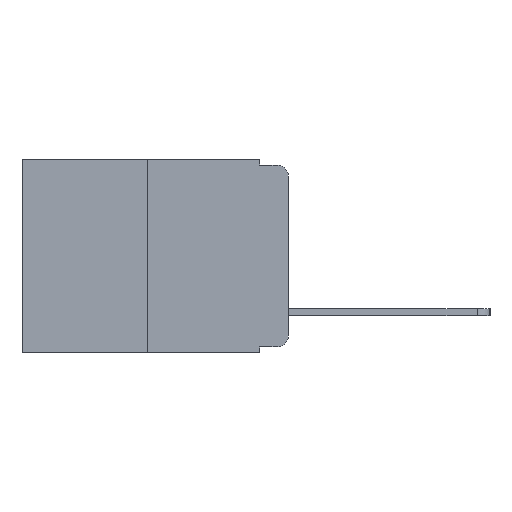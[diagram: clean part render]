
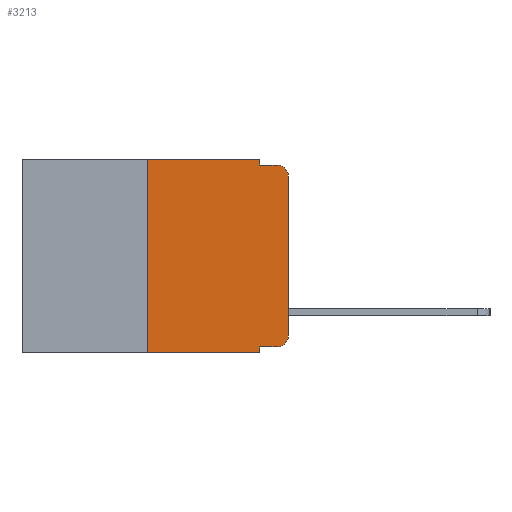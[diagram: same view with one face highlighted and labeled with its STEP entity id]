
A CAD part, left-side view. The second image highlights one B-rep face of the part: STEP entity #3213.
In plain terms, the highlighted planar face has unit normal (-1, 0, 0).
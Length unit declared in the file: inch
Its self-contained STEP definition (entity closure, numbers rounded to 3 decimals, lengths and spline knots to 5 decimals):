
#263 = LINE ( 'NONE', #9858, #4815 ) ;
#372 = VERTEX_POINT ( 'NONE', #8098 ) ;
#1179 = DIRECTION ( 'NONE',  ( 0., -1., 0. ) ) ;
#1337 = DIRECTION ( 'NONE',  ( 0., 0., 1. ) ) ;
#1559 = VERTEX_POINT ( 'NONE', #7803 ) ;
#1854 = LINE ( 'NONE', #10438, #4862 ) ;
#1998 = EDGE_CURVE ( 'NONE', #12257, #1559, #6046, .T. ) ;
#2230 = LINE ( 'NONE', #6129, #7064 ) ;
#2388 = AXIS2_PLACEMENT_3D ( 'NONE', #10693, #4956, #11634 ) ;
#2568 = CARTESIAN_POINT ( 'NONE',  ( 0., 0.051, -0.343 ) ) ;
#2828 = EDGE_CURVE ( 'NONE', #3427, #1559, #6901, .T. ) ;
#2861 = CARTESIAN_POINT ( 'NONE',  ( 0., 0.02, -0.03 ) ) ;
#2884 = ORIENTED_EDGE ( 'NONE', *, *, #1998, .T. ) ;
#3040 = CARTESIAN_POINT ( 'NONE',  ( 0., 0.473, 0. ) ) ;
#3212 = CARTESIAN_POINT ( 'NONE',  ( 0., 0.02, -0.333 ) ) ;
#3213 = ADVANCED_FACE ( 'NONE', ( #7193 ), #7849, .F. ) ;
#3322 = EDGE_CURVE ( 'NONE', #372, #6298, #4776, .T. ) ;
#3427 = VERTEX_POINT ( 'NONE', #10077 ) ;
#3779 = ORIENTED_EDGE ( 'NONE', *, *, #2828, .F. ) ;
#3816 = DIRECTION ( 'NONE',  ( 0., 0., -1. ) ) ;
#3882 = CIRCLE ( 'NONE', #2388, 0.02 ) ;
#3995 = DIRECTION ( 'NONE',  ( 0., 0., -1. ) ) ;
#4175 = CARTESIAN_POINT ( 'NONE',  ( 0., 0.473, 0. ) ) ;
#4250 = ORIENTED_EDGE ( 'NONE', *, *, #3322, .F. ) ;
#4776 = LINE ( 'NONE', #4175, #9891 ) ;
#4815 = VECTOR ( 'NONE', #1179, 39.37008 ) ;
#4854 = VERTEX_POINT ( 'NONE', #12168 ) ;
#4862 = VECTOR ( 'NONE', #12367, 39.37008 ) ;
#4956 = DIRECTION ( 'NONE',  ( -1., 0., 0. ) ) ;
#5075 = VERTEX_POINT ( 'NONE', #7809 ) ;
#5178 = EDGE_CURVE ( 'NONE', #4854, #372, #11897, .T. ) ;
#5326 = ORIENTED_EDGE ( 'NONE', *, *, #7238, .T. ) ;
#5880 = DIRECTION ( 'NONE',  ( 0., 0., -1. ) ) ;
#6046 = CIRCLE ( 'NONE', #6590, 0.02 ) ;
#6129 = CARTESIAN_POINT ( 'NONE',  ( 0., 0., 0. ) ) ;
#6298 = VERTEX_POINT ( 'NONE', #11915 ) ;
#6498 = LINE ( 'NONE', #8074, #10682 ) ;
#6590 = AXIS2_PLACEMENT_3D ( 'NONE', #2861, #9606, #3816 ) ;
#6901 = LINE ( 'NONE', #8250, #11974 ) ;
#7064 = VECTOR ( 'NONE', #1337, 39.37008 ) ;
#7151 = ORIENTED_EDGE ( 'NONE', *, *, #11108, .T. ) ;
#7193 = FACE_OUTER_BOUND ( 'NONE', #9131, .T. ) ;
#7238 = EDGE_CURVE ( 'NONE', #4854, #10756, #1854, .T. ) ;
#7256 = LINE ( 'NONE', #7789, #9194 ) ;
#7789 = CARTESIAN_POINT ( 'NONE',  ( 0., 0.051, 0. ) ) ;
#7803 = CARTESIAN_POINT ( 'NONE',  ( 0., 0.02, -0.01 ) ) ;
#7809 = CARTESIAN_POINT ( 'NONE',  ( 0., 0.051, -0.333 ) ) ;
#7849 = PLANE ( 'NONE',  #10124 ) ;
#7984 = DIRECTION ( 'NONE',  ( 0., 0., 1. ) ) ;
#7994 = EDGE_CURVE ( 'NONE', #5075, #10756, #7256, .T. ) ;
#8022 = DIRECTION ( 'NONE',  ( 0., -1., 0. ) ) ;
#8052 = ORIENTED_EDGE ( 'NONE', *, *, #9191, .T. ) ;
#8074 = CARTESIAN_POINT ( 'NONE',  ( 0., 0.051, 0. ) ) ;
#8098 = CARTESIAN_POINT ( 'NONE',  ( 0., 0.25, 0. ) ) ;
#8250 = CARTESIAN_POINT ( 'NONE',  ( 0., 0.051, -0.01 ) ) ;
#8723 = VERTEX_POINT ( 'NONE', #3212 ) ;
#8746 = EDGE_CURVE ( 'NONE', #6298, #3427, #6498, .T. ) ;
#8869 = CARTESIAN_POINT ( 'NONE',  ( 0., 0.25, 0. ) ) ;
#9131 = EDGE_LOOP ( 'NONE', ( #11894, #2884, #3779, #9829, #4250, #11767, #5326, #11321, #7151, #8052 ) ) ;
#9191 = EDGE_CURVE ( 'NONE', #8723, #10443, #3882, .T. ) ;
#9194 = VECTOR ( 'NONE', #5880, 39.37008 ) ;
#9358 = VECTOR ( 'NONE', #7984, 39.37008 ) ;
#9606 = DIRECTION ( 'NONE',  ( -1., 0., 0. ) ) ;
#9790 = DIRECTION ( 'NONE',  ( 1., 0., 0. ) ) ;
#9829 = ORIENTED_EDGE ( 'NONE', *, *, #8746, .F. ) ;
#9858 = CARTESIAN_POINT ( 'NONE',  ( 0., 0.051, -0.333 ) ) ;
#9891 = VECTOR ( 'NONE', #8022, 39.37008 ) ;
#10077 = CARTESIAN_POINT ( 'NONE',  ( 0., 0.051, -0.01 ) ) ;
#10124 = AXIS2_PLACEMENT_3D ( 'NONE', #3040, #9790, #3995 ) ;
#10438 = CARTESIAN_POINT ( 'NONE',  ( 0., 0.473, -0.343 ) ) ;
#10443 = VERTEX_POINT ( 'NONE', #10747 ) ;
#10682 = VECTOR ( 'NONE', #11896, 39.37008 ) ;
#10693 = CARTESIAN_POINT ( 'NONE',  ( 0., 0.02, -0.313 ) ) ;
#10747 = CARTESIAN_POINT ( 'NONE',  ( 0., 0., -0.313 ) ) ;
#10756 = VERTEX_POINT ( 'NONE', #2568 ) ;
#11108 = EDGE_CURVE ( 'NONE', #5075, #8723, #263, .T. ) ;
#11321 = ORIENTED_EDGE ( 'NONE', *, *, #7994, .F. ) ;
#11585 = EDGE_CURVE ( 'NONE', #10443, #12257, #2230, .T. ) ;
#11634 = DIRECTION ( 'NONE',  ( 0., 0., -1. ) ) ;
#11767 = ORIENTED_EDGE ( 'NONE', *, *, #5178, .F. ) ;
#11894 = ORIENTED_EDGE ( 'NONE', *, *, #11585, .T. ) ;
#11896 = DIRECTION ( 'NONE',  ( 0., 0., -1. ) ) ;
#11897 = LINE ( 'NONE', #8869, #9358 ) ;
#11915 = CARTESIAN_POINT ( 'NONE',  ( 0., 0.051, 0. ) ) ;
#11932 = CARTESIAN_POINT ( 'NONE',  ( 0., 0., -0.03 ) ) ;
#11974 = VECTOR ( 'NONE', #12018, 39.37008 ) ;
#12018 = DIRECTION ( 'NONE',  ( 0., -1., 0. ) ) ;
#12168 = CARTESIAN_POINT ( 'NONE',  ( 0., 0.25, -0.343 ) ) ;
#12257 = VERTEX_POINT ( 'NONE', #11932 ) ;
#12367 = DIRECTION ( 'NONE',  ( 0., -1., 0. ) ) ;
